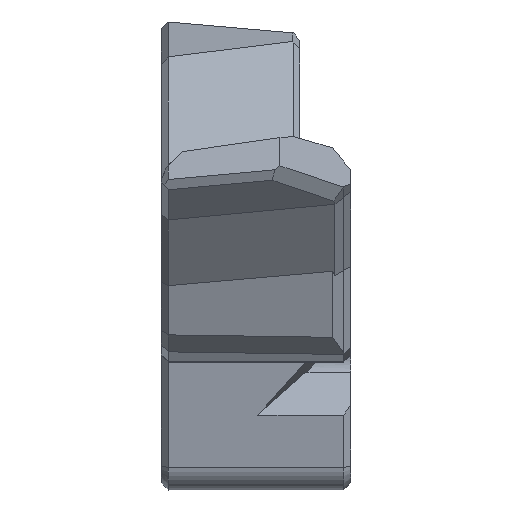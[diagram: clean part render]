
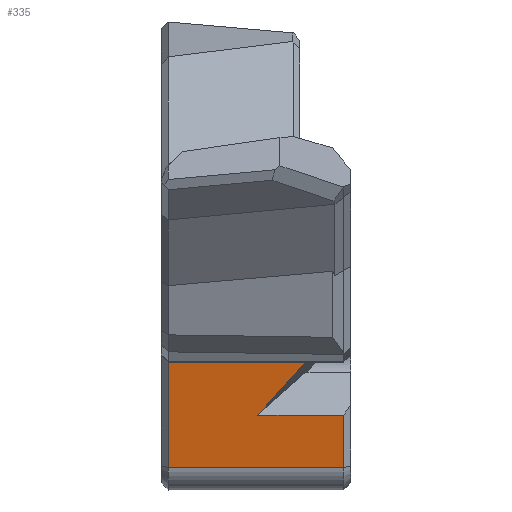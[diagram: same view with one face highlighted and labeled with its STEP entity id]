
A CAD part, left-side view. The second image highlights one B-rep face of the part: STEP entity #335.
In plain terms, the highlighted planar face has unit normal (-0.985, 0, -0.174).
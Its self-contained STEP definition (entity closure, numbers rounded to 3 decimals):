
#116=(
BOUNDED_CURVE()
B_SPLINE_CURVE(2,(#4099,#4100,#4101),.UNSPECIFIED.,.F.,.F.)
B_SPLINE_CURVE_WITH_KNOTS((3,3),(0.,1.),.UNSPECIFIED.)
CURVE()
GEOMETRIC_REPRESENTATION_ITEM()
RATIONAL_B_SPLINE_CURVE((1.01,1.009,1.004))
REPRESENTATION_ITEM('')
);
#335=ADVANCED_FACE('',(#575),#471,.F.);
#471=PLANE('',#2848);
#575=FACE_OUTER_BOUND('',#729,.T.);
#729=EDGE_LOOP('',(#1145,#1146,#1147,#1148,#1149,#1150,#1151,#1152));
#1145=ORIENTED_EDGE('',*,*,#1955,.F.);
#1146=ORIENTED_EDGE('',*,*,#2032,.F.);
#1147=ORIENTED_EDGE('',*,*,#2033,.F.);
#1148=ORIENTED_EDGE('',*,*,#2034,.T.);
#1149=ORIENTED_EDGE('',*,*,#2035,.T.);
#1150=ORIENTED_EDGE('',*,*,#2029,.T.);
#1151=ORIENTED_EDGE('',*,*,#2028,.F.);
#1152=ORIENTED_EDGE('',*,*,#2036,.F.);
#1692=VERTEX_POINT('',#3931);
#1693=VERTEX_POINT('',#3935);
#1737=VERTEX_POINT('',#4078);
#1738=VERTEX_POINT('',#4082);
#1739=VERTEX_POINT('',#4086);
#1741=VERTEX_POINT('',#4094);
#1742=VERTEX_POINT('',#4096);
#1743=VERTEX_POINT('',#4098);
#1955=EDGE_CURVE('',#1692,#1693,#2307,.T.);
#2028=EDGE_CURVE('',#1737,#1738,#2367,.T.);
#2029=EDGE_CURVE('',#1739,#1738,#2368,.T.);
#2032=EDGE_CURVE('',#1741,#1692,#2370,.T.);
#2033=EDGE_CURVE('',#1742,#1741,#2371,.T.);
#2034=EDGE_CURVE('',#1742,#1743,#2372,.T.);
#2035=EDGE_CURVE('',#1743,#1739,#116,.T.);
#2036=EDGE_CURVE('',#1693,#1737,#2373,.T.);
#2307=LINE('',#3936,#2582);
#2367=LINE('',#4083,#2642);
#2368=LINE('',#4085,#2643);
#2370=LINE('',#4093,#2645);
#2371=LINE('',#4095,#2646);
#2372=LINE('',#4097,#2647);
#2373=LINE('',#4102,#2648);
#2582=VECTOR('',#3165,1.);
#2642=VECTOR('',#3301,1.);
#2643=VECTOR('',#3304,1.);
#2645=VECTOR('',#3308,1.);
#2646=VECTOR('',#3309,1.);
#2647=VECTOR('',#3310,1.);
#2648=VECTOR('',#3311,1.);
#2848=AXIS2_PLACEMENT_3D('',#4103,#3312,#3313);
#3165=DIRECTION('',(-0.174,0.,0.985));
#3301=DIRECTION('',(0.174,0.,-0.985));
#3304=DIRECTION('',(0.,-1.,0.));
#3308=DIRECTION('',(0.,1.,0.));
#3309=DIRECTION('',(0.174,0.,-0.985));
#3310=DIRECTION('',(0.,1.,0.));
#3311=DIRECTION('',(0.,-1.,0.));
#3312=DIRECTION('',(0.985,0.,0.174));
#3313=DIRECTION('',(0.174,0.,-0.985));
#3931=CARTESIAN_POINT('',(0.803,14.,106.701));
#3935=CARTESIAN_POINT('',(-0.675,14.,115.056));
#3936=CARTESIAN_POINT('',(-0.414,14.,113.581));
#4078=CARTESIAN_POINT('',(-0.675,4.399,115.056));
#4082=CARTESIAN_POINT('',(-0.517,4.399,114.16));
#4083=CARTESIAN_POINT('',(1.824,4.399,100.935));
#4085=CARTESIAN_POINT('',(-0.517,9.175,114.16));
#4086=CARTESIAN_POINT('',(-0.517,4.954,114.16));
#4093=CARTESIAN_POINT('',(0.803,3.999,106.701));
#4094=CARTESIAN_POINT('',(0.803,4.399,106.701));
#4095=CARTESIAN_POINT('',(1.824,4.399,100.935));
#4096=CARTESIAN_POINT('',(0.296,4.399,109.567));
#4097=CARTESIAN_POINT('',(0.296,9.175,109.567));
#4098=CARTESIAN_POINT('',(0.296,9.1,109.567));
#4099=CARTESIAN_POINT('',(0.296,9.1,109.567));
#4100=CARTESIAN_POINT('',(-0.087,7.179,111.73));
#4101=CARTESIAN_POINT('',(-0.517,4.954,114.16));
#4102=CARTESIAN_POINT('',(-0.675,14.4,115.056));
#4103=CARTESIAN_POINT('',(0.803,14.35,106.701));
